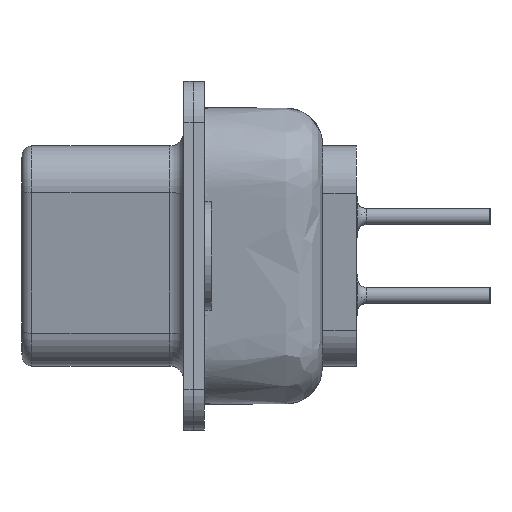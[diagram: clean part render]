
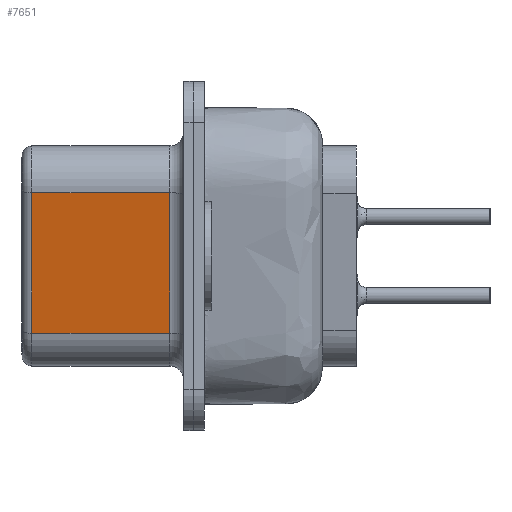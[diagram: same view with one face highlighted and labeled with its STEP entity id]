
A CAD part, left-side view. The second image highlights one B-rep face of the part: STEP entity #7651.
In plain terms, the highlighted face is planar.
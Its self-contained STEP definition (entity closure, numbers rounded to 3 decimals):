
#849=LINE('',#13049,#1321);
#850=LINE('',#13053,#1322);
#851=LINE('',#13055,#1323);
#852=LINE('',#13057,#1324);
#1321=VECTOR('',#10602,1000.);
#1322=VECTOR('',#10607,1000.);
#1323=VECTOR('',#10608,1000.);
#1324=VECTOR('',#10609,1000.);
#2883=ORIENTED_EDGE('',*,*,#4224,.F.);
#2884=ORIENTED_EDGE('',*,*,#4226,.T.);
#2885=ORIENTED_EDGE('',*,*,#4227,.T.);
#2886=ORIENTED_EDGE('',*,*,#4228,.T.);
#4224=EDGE_CURVE('',#5035,#5036,#849,.T.);
#4226=EDGE_CURVE('',#5035,#5037,#850,.T.);
#4227=EDGE_CURVE('',#5037,#5038,#851,.T.);
#4228=EDGE_CURVE('',#5038,#5036,#852,.F.);
#5035=VERTEX_POINT('',#13048);
#5036=VERTEX_POINT('',#13050);
#5037=VERTEX_POINT('',#13054);
#5038=VERTEX_POINT('',#13056);
#6254=EDGE_LOOP('',(#2883,#2884,#2885,#2886));
#6965=FACE_BOUND('',#6254,.T.);
#7255=PLANE('',#8540);
#7651=ADVANCED_FACE('',(#6965),#7255,.T.);
#8540=AXIS2_PLACEMENT_3D('',#13052,#10605,#10606);
#10602=DIRECTION('',(0.,1.,0.));
#10605=DIRECTION('',(0.985,0.,-0.174));
#10606=DIRECTION('',(-0.174,0.,-0.985));
#10607=DIRECTION('',(-0.174,0.,-0.985));
#10608=DIRECTION('',(0.,1.,0.));
#10609=DIRECTION('',(-0.174,0.,-0.985));
#13048=CARTESIAN_POINT('',(19.178,-5.8,2.272));
#13049=CARTESIAN_POINT('',(19.178,-6.15,2.272));
#13050=CARTESIAN_POINT('',(19.178,-0.85,2.272));
#13052=CARTESIAN_POINT('',(19.178,-6.15,2.272));
#13053=CARTESIAN_POINT('',(18.29,-5.8,-2.768));
#13054=CARTESIAN_POINT('',(18.29,-5.8,-2.768));
#13055=CARTESIAN_POINT('',(18.29,-6.15,-2.768));
#13056=CARTESIAN_POINT('',(18.29,-0.85,-2.768));
#13057=CARTESIAN_POINT('',(19.178,-0.85,2.272));
